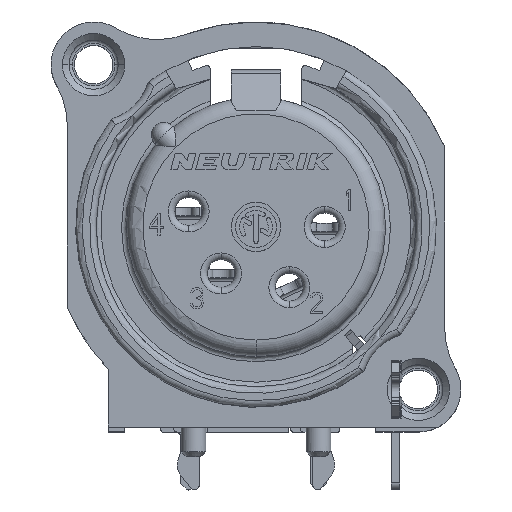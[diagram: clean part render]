
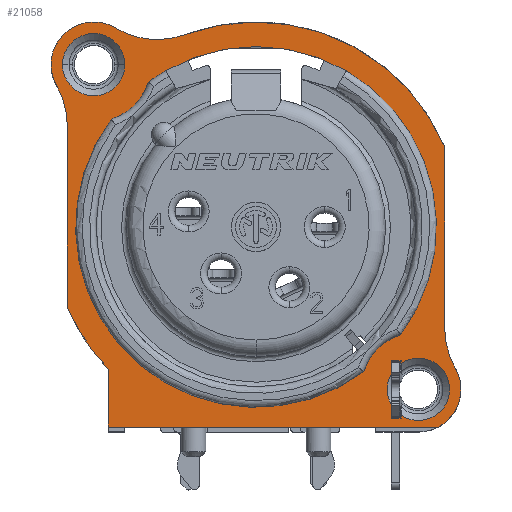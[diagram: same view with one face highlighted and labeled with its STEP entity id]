
A CAD part, top view. The second image highlights one B-rep face of the part: STEP entity #21058.
In plain terms, the highlighted planar face has unit normal (0, 0, 1).
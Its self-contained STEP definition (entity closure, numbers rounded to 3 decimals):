
#3456=CARTESIAN_POINT('',(-9.9,9.9,5.5));
#3457=DIRECTION('',(0.,0.,-1.));
#3458=DIRECTION('',(-1.,0.,0.));
#3459=AXIS2_PLACEMENT_3D('',#3456,#3457,#3458);
#3466=CARTESIAN_POINT('',(0.,0.,5.5));
#3467=DIRECTION('',(0.,0.,1.));
#3468=DIRECTION('',(0.92,0.392,0.));
#3469=AXIS2_PLACEMENT_3D('',#3466,#3467,#3468);
#3471=DIRECTION('',(0.,1.,0.));
#3472=VECTOR('',#3471,11.031);
#3473=CARTESIAN_POINT('',(11.5,-6.132,5.5));
#3474=LINE('',#3473,#3472);
#3475=CARTESIAN_POINT('',(16.5,-6.132,5.5));
#3476=DIRECTION('',(0.,0.,-1.));
#3477=DIRECTION('',(-0.868,-0.496,0.));
#3478=AXIS2_PLACEMENT_3D('',#3475,#3476,#3477);
#3480=CARTESIAN_POINT('',(9.9,-9.9,5.5));
#3481=DIRECTION('',(0.,0.,1.));
#3482=DIRECTION('',(0.466,-0.885,0.));
#3483=AXIS2_PLACEMENT_3D('',#3480,#3481,#3482);
#3485=DIRECTION('',(1.,0.,0.));
#3486=VECTOR('',#3485,20.112);
#3487=CARTESIAN_POINT('',(-9.,-12.2,5.5));
#3488=LINE('',#3487,#3486);
#3489=DIRECTION('',(0.,-1.,0.));
#3490=VECTOR('',#3489,3.525);
#3491=CARTESIAN_POINT('',(-9.,-8.675,5.5));
#3492=LINE('',#3491,#3490);
#3493=CARTESIAN_POINT('',(0.,0.,5.5));
#3494=DIRECTION('',(0.,0.,1.));
#3495=DIRECTION('',(-0.92,-0.392,0.));
#3496=AXIS2_PLACEMENT_3D('',#3493,#3494,#3495);
#3498=DIRECTION('',(0.,-1.,0.));
#3499=VECTOR('',#3498,11.031);
#3500=CARTESIAN_POINT('',(-11.5,6.132,5.5));
#3501=LINE('',#3500,#3499);
#3502=CARTESIAN_POINT('',(-16.5,6.132,5.5));
#3503=DIRECTION('',(0.,0.,-1.));
#3504=DIRECTION('',(0.868,0.496,0.));
#3505=AXIS2_PLACEMENT_3D('',#3502,#3503,#3504);
#3507=CARTESIAN_POINT('',(-9.9,9.9,5.5));
#3508=DIRECTION('',(0.,0.,1.));
#3509=DIRECTION('',(0.511,0.86,0.));
#3510=AXIS2_PLACEMENT_3D('',#3507,#3508,#3509);
#3512=CARTESIAN_POINT('',(-6.017,16.433,5.5));
#3513=DIRECTION('',(0.,0.,-1.));
#3514=DIRECTION('',(0.344,-0.939,0.));
#3515=AXIS2_PLACEMENT_3D('',#3512,#3513,#3514);
#3517=CARTESIAN_POINT('',(0.,0.,5.5));
#3518=DIRECTION('',(0.,0.,1.));
#3519=DIRECTION('',(-0.802,0.597,0.));
#3520=AXIS2_PLACEMENT_3D('',#3517,#3518,#3519);
#3522=CARTESIAN_POINT('',(9.9,-9.9,5.5));
#3523=DIRECTION('',(0.,0.,1.));
#3524=DIRECTION('',(-0.308,0.951,0.));
#3525=AXIS2_PLACEMENT_3D('',#3522,#3523,#3524);
#3527=CARTESIAN_POINT('',(0.,0.,5.5));
#3528=DIRECTION('',(0.,0.,1.));
#3529=DIRECTION('',(0.802,-0.597,0.));
#3530=AXIS2_PLACEMENT_3D('',#3527,#3528,#3529);
#3532=CARTESIAN_POINT('',(0.,0.,5.5));
#3533=DIRECTION('',(0.,0.,-1.));
#3534=DIRECTION('',(-0.5,0.866,0.));
#3535=AXIS2_PLACEMENT_3D('',#3532,#3533,#3534);
#3537=CARTESIAN_POINT('',(0.,0.,5.5));
#3538=DIRECTION('',(0.,0.,1.));
#3539=DIRECTION('',(-0.5,0.866,0.));
#3540=AXIS2_PLACEMENT_3D('',#3537,#3538,#3539);
#3542=CARTESIAN_POINT('',(-9.9,9.9,5.5));
#3543=DIRECTION('',(0.,0.,1.));
#3544=DIRECTION('',(0.308,-0.951,0.));
#3545=AXIS2_PLACEMENT_3D('',#3542,#3543,#3544);
#3547=DIRECTION('',(0.,-1.,0.));
#3548=VECTOR('',#3547,0.565);
#3549=CARTESIAN_POINT('',(8.25,-11.085,5.5));
#3550=LINE('',#3549,#3548);
#3551=DIRECTION('',(1.,0.,0.));
#3552=VECTOR('',#3551,0.6);
#3553=CARTESIAN_POINT('',(8.25,-11.65,5.5));
#3554=LINE('',#3553,#3552);
#3555=DIRECTION('',(0.,1.,0.));
#3556=VECTOR('',#3555,0.166);
#3557=CARTESIAN_POINT('',(8.85,-11.65,5.5));
#3558=LINE('',#3557,#3556);
#3559=DIRECTION('',(0.,1.,0.));
#3560=VECTOR('',#3559,0.166);
#3561=CARTESIAN_POINT('',(8.85,-8.316,5.5));
#3562=LINE('',#3561,#3560);
#3563=DIRECTION('',(-1.,0.,0.));
#3564=VECTOR('',#3563,0.6);
#3565=CARTESIAN_POINT('',(8.85,-8.15,5.5));
#3566=LINE('',#3565,#3564);
#3567=DIRECTION('',(0.,-1.,0.));
#3568=VECTOR('',#3567,0.565);
#3569=CARTESIAN_POINT('',(8.25,-8.15,5.5));
#3570=LINE('',#3569,#3568);
#3571=DIRECTION('',(0.,1.,0.));
#3572=VECTOR('',#3571,0.243);
#3573=CARTESIAN_POINT('',(8.25,-8.958,5.5));
#3574=LINE('',#3573,#3572);
#3575=DIRECTION('',(0.,1.,0.));
#3576=VECTOR('',#3575,0.243);
#3577=CARTESIAN_POINT('',(8.25,-11.085,5.5));
#3578=LINE('',#3577,#3576);
#3579=CARTESIAN_POINT('',(-9.9,9.9,5.5));
#3580=DIRECTION('',(0.,0.,-1.));
#3581=DIRECTION('',(1.,0.,0.));
#3582=AXIS2_PLACEMENT_3D('',#3579,#3580,#3581);
#10338=CARTESIAN_POINT('',(9.9,-9.9,5.5));
#10339=DIRECTION('',(0.,0.,-1.));
#10340=DIRECTION('',(-0.553,0.833,0.));
#10341=AXIS2_PLACEMENT_3D('',#10338,#10339,#10340);
#10362=CARTESIAN_POINT('',(9.9,-9.9,5.5));
#10363=DIRECTION('',(0.,0.,-1.));
#10364=DIRECTION('',(-0.868,-0.496,0.));
#10365=AXIS2_PLACEMENT_3D('',#10362,#10363,#10364);
#15966=CARTESIAN_POINT('',(11.5,4.899,5.5));
#15967=CARTESIAN_POINT('',(-4.298,11.738,5.5));
#15968=VERTEX_POINT('',#15966);
#15969=VERTEX_POINT('',#15967);
#15970=CARTESIAN_POINT('',(-8.572,12.135,5.5));
#15971=VERTEX_POINT('',#15970);
#15972=CARTESIAN_POINT('',(-12.158,8.611,5.5));
#15973=VERTEX_POINT('',#15972);
#15974=CARTESIAN_POINT('',(-11.5,6.132,5.5));
#15975=VERTEX_POINT('',#15974);
#15976=CARTESIAN_POINT('',(-11.5,-4.899,5.5));
#15977=VERTEX_POINT('',#15976);
#15978=CARTESIAN_POINT('',(-9.,-8.675,5.5));
#15979=VERTEX_POINT('',#15978);
#15980=CARTESIAN_POINT('',(-9.,-12.2,5.5));
#15981=VERTEX_POINT('',#15980);
#15982=CARTESIAN_POINT('',(11.112,-12.2,5.5));
#15983=CARTESIAN_POINT('',(12.158,-8.611,5.5));
#15984=VERTEX_POINT('',#15982);
#15985=VERTEX_POINT('',#15983);
#15986=CARTESIAN_POINT('',(11.5,-6.132,5.5));
#15987=VERTEX_POINT('',#15986);
#15988=CARTESIAN_POINT('',(-5.5,9.526,5.5));
#15989=CARTESIAN_POINT('',(5.5,9.526,5.5));
#15990=VERTEX_POINT('',#15988);
#15991=VERTEX_POINT('',#15989);
#15992=CARTESIAN_POINT('',(-11.8,9.9,5.5));
#15993=CARTESIAN_POINT('',(-8.,9.9,5.5));
#15994=VERTEX_POINT('',#15992);
#15995=VERTEX_POINT('',#15993);
#16016=CARTESIAN_POINT('',(8.85,-8.15,5.5));
#16017=CARTESIAN_POINT('',(8.25,-8.15,5.5));
#16018=VERTEX_POINT('',#16016);
#16019=VERTEX_POINT('',#16017);
#16020=CARTESIAN_POINT('',(8.25,-11.65,5.5));
#16021=CARTESIAN_POINT('',(8.85,-11.65,5.5));
#16022=VERTEX_POINT('',#16020);
#16023=VERTEX_POINT('',#16021);
#16024=CARTESIAN_POINT('',(8.85,-11.484,5.5));
#16025=VERTEX_POINT('',#16024);
#16026=CARTESIAN_POINT('',(8.85,-8.316,5.5));
#16027=VERTEX_POINT('',#16026);
#16038=CARTESIAN_POINT('',(-6.57,8.822,5.5));
#16039=VERTEX_POINT('',#16038);
#16040=CARTESIAN_POINT('',(-8.822,6.57,5.5));
#16041=CARTESIAN_POINT('',(6.57,-8.822,5.5));
#16042=VERTEX_POINT('',#16040);
#16043=VERTEX_POINT('',#16041);
#16044=CARTESIAN_POINT('',(8.822,-6.57,5.5));
#16045=VERTEX_POINT('',#16044);
#17731=CARTESIAN_POINT('',(8.25,-8.715,5.5));
#17733=VERTEX_POINT('',#17731);
#17734=CARTESIAN_POINT('',(8.25,-11.085,5.5));
#17736=VERTEX_POINT('',#17734);
#17790=CARTESIAN_POINT('',(8.25,-10.842,5.5));
#17791=VERTEX_POINT('',#17790);
#17792=CARTESIAN_POINT('',(8.25,-8.958,5.5));
#17793=VERTEX_POINT('',#17792);
#20988=CARTESIAN_POINT('',(0.,0.,5.5));
#20989=DIRECTION('',(0.,0.,1.));
#20990=DIRECTION('',(1.,0.,0.));
#20991=AXIS2_PLACEMENT_3D('',#20988,#20989,#20990);
#20992=PLANE('',#20991);
#20994=ORIENTED_EDGE('',*,*,#20993,.F.);
#20996=ORIENTED_EDGE('',*,*,#20995,.F.);
#20998=ORIENTED_EDGE('',*,*,#20997,.F.);
#21000=ORIENTED_EDGE('',*,*,#20999,.F.);
#21002=ORIENTED_EDGE('',*,*,#21001,.F.);
#21004=ORIENTED_EDGE('',*,*,#21003,.F.);
#21006=ORIENTED_EDGE('',*,*,#21005,.F.);
#21008=ORIENTED_EDGE('',*,*,#21007,.F.);
#21010=ORIENTED_EDGE('',*,*,#21009,.F.);
#21012=ORIENTED_EDGE('',*,*,#21011,.F.);
#21014=ORIENTED_EDGE('',*,*,#21013,.F.);
#21015=EDGE_LOOP('',(#20994,#20996,#20998,#21000,#21002,#21004,#21006,#21008,
#21010,#21012,#21014));
#21016=FACE_OUTER_BOUND('',#21015,.F.);
#21018=ORIENTED_EDGE('',*,*,#21017,.F.);
#21019=ORIENTED_EDGE('',*,*,#20978,.F.);
#21020=EDGE_LOOP('',(#21018,#21019));
#21021=FACE_BOUND('',#21020,.F.);
#21023=ORIENTED_EDGE('',*,*,#21022,.T.);
#21025=ORIENTED_EDGE('',*,*,#21024,.F.);
#21027=ORIENTED_EDGE('',*,*,#21026,.T.);
#21029=ORIENTED_EDGE('',*,*,#21028,.F.);
#21031=ORIENTED_EDGE('',*,*,#21030,.T.);
#21033=ORIENTED_EDGE('',*,*,#21032,.F.);
#21034=EDGE_LOOP('',(#21023,#21025,#21027,#21029,#21031,#21033));
#21035=FACE_BOUND('',#21034,.F.);
#21037=ORIENTED_EDGE('',*,*,#21036,.T.);
#21039=ORIENTED_EDGE('',*,*,#21038,.T.);
#21041=ORIENTED_EDGE('',*,*,#21040,.T.);
#21043=ORIENTED_EDGE('',*,*,#21042,.F.);
#21045=ORIENTED_EDGE('',*,*,#21044,.T.);
#21047=ORIENTED_EDGE('',*,*,#21046,.T.);
#21049=ORIENTED_EDGE('',*,*,#21048,.T.);
#21051=ORIENTED_EDGE('',*,*,#21050,.F.);
#21053=ORIENTED_EDGE('',*,*,#21052,.F.);
#21055=ORIENTED_EDGE('',*,*,#21054,.F.);
#21056=EDGE_LOOP('',(#21037,#21039,#21041,#21043,#21045,#21047,#21049,#21051,
#21053,#21055));
#21057=FACE_BOUND('',#21056,.F.);
#21058=ADVANCED_FACE('',(#21016,#21021,#21035,#21057),#20992,.T.);
#3460=CIRCLE('',#3459,1.9);
#3470=CIRCLE('',#3469,12.5);
#3479=CIRCLE('',#3478,5.);
#3484=CIRCLE('',#3483,2.6);
#3497=CIRCLE('',#3496,12.5);
#3506=CIRCLE('',#3505,5.);
#3511=CIRCLE('',#3510,2.6);
#3516=CIRCLE('',#3515,5.);
#3521=CIRCLE('',#3520,11.);
#3526=CIRCLE('',#3525,3.5);
#3531=CIRCLE('',#3530,11.);
#3536=CIRCLE('',#3535,11.);
#3541=CIRCLE('',#3540,11.);
#3546=CIRCLE('',#3545,3.5);
#3583=CIRCLE('',#3582,1.9);
#10342=CIRCLE('',#10341,1.9);
#10366=CIRCLE('',#10365,1.9);
#20978=EDGE_CURVE('',#15994,#15995,#3460,.T.);
#20993=EDGE_CURVE('',#15968,#15969,#3470,.T.);
#20995=EDGE_CURVE('',#15987,#15968,#3474,.T.);
#20997=EDGE_CURVE('',#15985,#15987,#3479,.T.);
#20999=EDGE_CURVE('',#15984,#15985,#3484,.T.);
#21001=EDGE_CURVE('',#15981,#15984,#3488,.T.);
#21003=EDGE_CURVE('',#15979,#15981,#3492,.T.);
#21005=EDGE_CURVE('',#15977,#15979,#3497,.T.);
#21007=EDGE_CURVE('',#15975,#15977,#3501,.T.);
#21009=EDGE_CURVE('',#15973,#15975,#3506,.T.);
#21011=EDGE_CURVE('',#15971,#15973,#3511,.T.);
#21013=EDGE_CURVE('',#15969,#15971,#3516,.T.);
#21017=EDGE_CURVE('',#15995,#15994,#3583,.T.);
#21022=EDGE_CURVE('',#16042,#16043,#3521,.T.);
#21024=EDGE_CURVE('',#16045,#16043,#3526,.T.);
#21026=EDGE_CURVE('',#16045,#15991,#3531,.T.);
#21028=EDGE_CURVE('',#15990,#15991,#3536,.T.);
#21030=EDGE_CURVE('',#15990,#16039,#3541,.T.);
#21032=EDGE_CURVE('',#16042,#16039,#3546,.T.);
#21036=EDGE_CURVE('',#17736,#16022,#3550,.T.);
#21038=EDGE_CURVE('',#16022,#16023,#3554,.T.);
#21040=EDGE_CURVE('',#16023,#16025,#3558,.T.);
#21042=EDGE_CURVE('',#16027,#16025,#10342,.T.);
#21044=EDGE_CURVE('',#16027,#16018,#3562,.T.);
#21046=EDGE_CURVE('',#16018,#16019,#3566,.T.);
#21048=EDGE_CURVE('',#16019,#17733,#3570,.T.);
#21050=EDGE_CURVE('',#17793,#17733,#3574,.T.);
#21052=EDGE_CURVE('',#17791,#17793,#10366,.T.);
#21054=EDGE_CURVE('',#17736,#17791,#3578,.T.);
